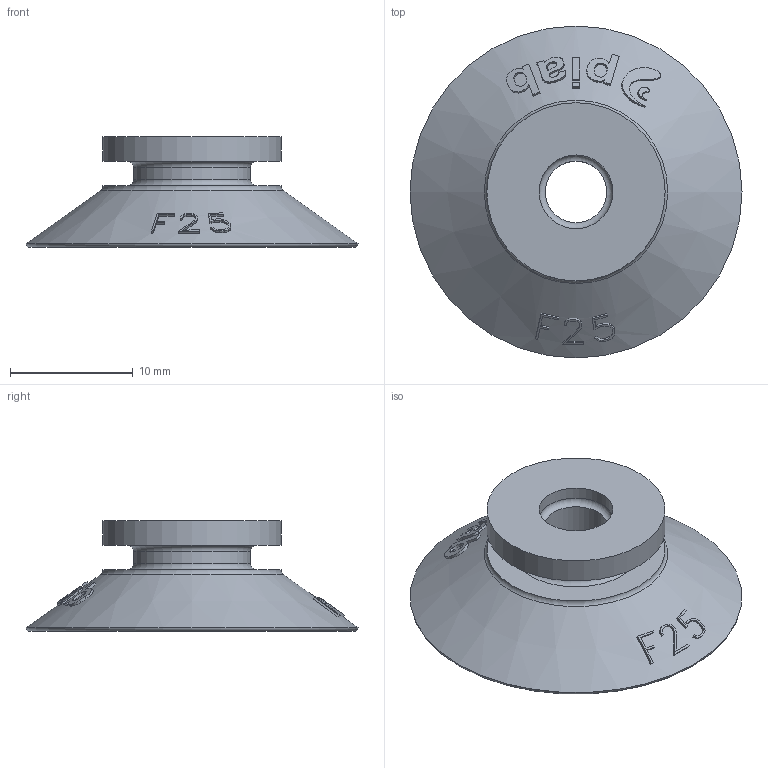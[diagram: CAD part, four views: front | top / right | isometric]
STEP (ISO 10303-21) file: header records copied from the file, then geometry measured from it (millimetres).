
FILE_DESCRIPTION( ( 'Unknown' ), '1' );
FILE_NAME( 'SE-0412726.stp', 'Unknown', ( 'Unknown' ), ( 'Unknown' ), 'PSStep 17.0.49', 'Unknown', ' ' );
FILE_SCHEMA( ( 'AUTOMOTIVE_DESIGN { 1 0 10303 214 1 1 1 1 }' ) );
Length unit declared in the file: millimetre
Products named in the file (1): 1
Bounding box: 27 x 27 x 9 mm (x, y, z)
Volume: 2052.4 mm3; surface area: 1712 mm2
Topology: 1 solids, 1 shells, 220 faces, 607 edges, 404 vertices
Faces by surface type: bspline 122, plane 75, cone 14, torus 5, cylinder 4
Full cylindrical faces by diameter (mm): 5 x1, 6 x1, 9.5 x1, 14.5 x1
Entity records: 8106 total; most frequent: CARTESIAN_POINT 3891, ORIENTED_EDGE 1188, EDGE_CURVE 594, B_SPLINE_CURVE_WITH_KNOTS 507, VERTEX_POINT 401, DIRECTION 299, EDGE_LOOP 247, FACE_OUTER_BOUND 229
